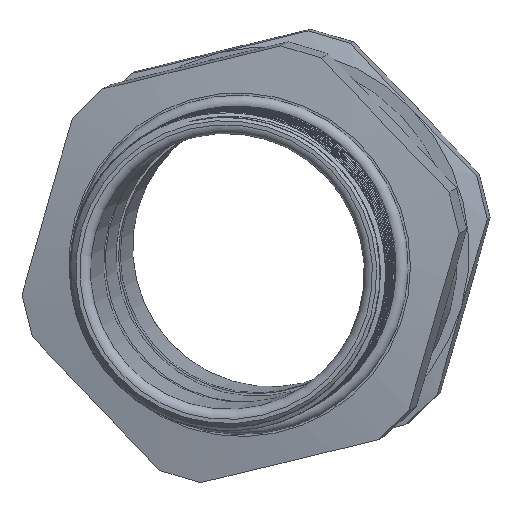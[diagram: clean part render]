
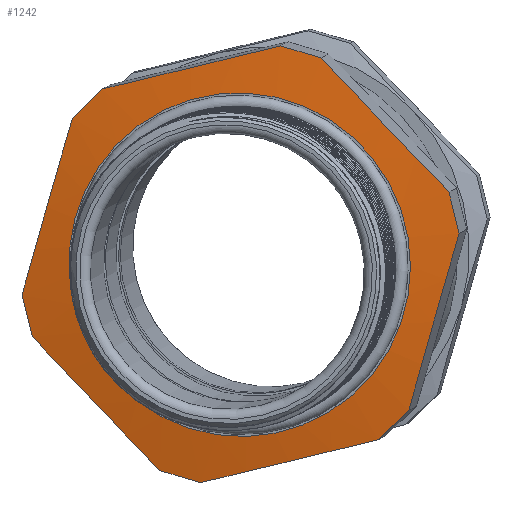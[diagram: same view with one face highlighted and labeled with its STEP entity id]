
A CAD part, left-side view. The second image highlights one B-rep face of the part: STEP entity #1242.
In plain terms, the highlighted conical face has half-angle 83.374 degrees and reference radius 31.647 mm.
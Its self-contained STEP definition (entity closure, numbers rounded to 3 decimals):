
#150=(
BOUNDED_CURVE()
B_SPLINE_CURVE(2,(#7211,#7212,#7213),.UNSPECIFIED.,.F.,.F.)
B_SPLINE_CURVE_WITH_KNOTS((3,3),(0.,2.963),.UNSPECIFIED.)
CURVE()
GEOMETRIC_REPRESENTATION_ITEM()
RATIONAL_B_SPLINE_CURVE((1.,1.099,1.))
REPRESENTATION_ITEM('')
);
#152=(
BOUNDED_CURVE()
B_SPLINE_CURVE(2,(#7221,#7222,#7223),.UNSPECIFIED.,.F.,.F.)
B_SPLINE_CURVE_WITH_KNOTS((3,3),(0.,0.685),.UNSPECIFIED.)
CURVE()
GEOMETRIC_REPRESENTATION_ITEM()
RATIONAL_B_SPLINE_CURVE((1.,1.005,1.))
REPRESENTATION_ITEM('')
);
#154=(
BOUNDED_CURVE()
B_SPLINE_CURVE(2,(#7231,#7232,#7233),.UNSPECIFIED.,.F.,.F.)
B_SPLINE_CURVE_WITH_KNOTS((3,3),(0.,2.963),.UNSPECIFIED.)
CURVE()
GEOMETRIC_REPRESENTATION_ITEM()
RATIONAL_B_SPLINE_CURVE((1.,1.099,1.))
REPRESENTATION_ITEM('')
);
#156=(
BOUNDED_CURVE()
B_SPLINE_CURVE(2,(#7241,#7242,#7243),.UNSPECIFIED.,.F.,.F.)
B_SPLINE_CURVE_WITH_KNOTS((3,3),(0.,0.685),.UNSPECIFIED.)
CURVE()
GEOMETRIC_REPRESENTATION_ITEM()
RATIONAL_B_SPLINE_CURVE((1.,1.005,1.))
REPRESENTATION_ITEM('')
);
#158=(
BOUNDED_CURVE()
B_SPLINE_CURVE(2,(#7251,#7252,#7253),.UNSPECIFIED.,.F.,.F.)
B_SPLINE_CURVE_WITH_KNOTS((3,3),(0.,2.963),.UNSPECIFIED.)
CURVE()
GEOMETRIC_REPRESENTATION_ITEM()
RATIONAL_B_SPLINE_CURVE((1.,1.099,1.))
REPRESENTATION_ITEM('')
);
#160=(
BOUNDED_CURVE()
B_SPLINE_CURVE(2,(#7261,#7262,#7263),.UNSPECIFIED.,.F.,.F.)
B_SPLINE_CURVE_WITH_KNOTS((3,3),(0.,0.685),.UNSPECIFIED.)
CURVE()
GEOMETRIC_REPRESENTATION_ITEM()
RATIONAL_B_SPLINE_CURVE((1.,1.005,1.))
REPRESENTATION_ITEM('')
);
#162=(
BOUNDED_CURVE()
B_SPLINE_CURVE(2,(#7271,#7272,#7273),.UNSPECIFIED.,.F.,.F.)
B_SPLINE_CURVE_WITH_KNOTS((3,3),(0.,2.963),.UNSPECIFIED.)
CURVE()
GEOMETRIC_REPRESENTATION_ITEM()
RATIONAL_B_SPLINE_CURVE((1.,1.099,1.))
REPRESENTATION_ITEM('')
);
#164=(
BOUNDED_CURVE()
B_SPLINE_CURVE(2,(#7284,#7285,#7286),.UNSPECIFIED.,.F.,.F.)
B_SPLINE_CURVE_WITH_KNOTS((3,3),(0.,2.963),.UNSPECIFIED.)
CURVE()
GEOMETRIC_REPRESENTATION_ITEM()
RATIONAL_B_SPLINE_CURVE((1.,1.099,1.))
REPRESENTATION_ITEM('')
);
#166=(
BOUNDED_CURVE()
B_SPLINE_CURVE(2,(#7297,#7298,#7299),.UNSPECIFIED.,.F.,.F.)
B_SPLINE_CURVE_WITH_KNOTS((3,3),(0.,2.963),.UNSPECIFIED.)
CURVE()
GEOMETRIC_REPRESENTATION_ITEM()
RATIONAL_B_SPLINE_CURVE((1.,1.099,1.))
REPRESENTATION_ITEM('')
);
#168=(
BOUNDED_CURVE()
B_SPLINE_CURVE(2,(#7305,#7306,#7307),.UNSPECIFIED.,.F.,.F.)
B_SPLINE_CURVE_WITH_KNOTS((3,3),(0.,0.685),.UNSPECIFIED.)
CURVE()
GEOMETRIC_REPRESENTATION_ITEM()
RATIONAL_B_SPLINE_CURVE((1.,1.005,1.))
REPRESENTATION_ITEM('')
);
#170=(
BOUNDED_CURVE()
B_SPLINE_CURVE(2,(#7312,#7313,#7314),.UNSPECIFIED.,.F.,.F.)
B_SPLINE_CURVE_WITH_KNOTS((3,3),(0.,0.685),.UNSPECIFIED.)
CURVE()
GEOMETRIC_REPRESENTATION_ITEM()
RATIONAL_B_SPLINE_CURVE((1.,1.005,1.))
REPRESENTATION_ITEM('')
);
#172=(
BOUNDED_CURVE()
B_SPLINE_CURVE(2,(#7319,#7320,#7321),.UNSPECIFIED.,.F.,.F.)
B_SPLINE_CURVE_WITH_KNOTS((3,3),(0.,0.685),.UNSPECIFIED.)
CURVE()
GEOMETRIC_REPRESENTATION_ITEM()
RATIONAL_B_SPLINE_CURVE((1.,1.005,1.))
REPRESENTATION_ITEM('')
);
#257=FACE_BOUND('',#448,.T.);
#338=FACE_OUTER_BOUND('',#447,.T.);
#447=EDGE_LOOP('',(#1101,#1102,#1103,#1104,#1105,#1106,#1107,#1108,#1109,
#1110,#1111,#1112));
#448=EDGE_LOOP('',(#1113));
#508=CIRCLE('',#1434,27.58);
#625=VERTEX_POINT('',#7208);
#626=VERTEX_POINT('',#7210);
#628=VERTEX_POINT('',#7220);
#630=VERTEX_POINT('',#7230);
#632=VERTEX_POINT('',#7240);
#634=VERTEX_POINT('',#7250);
#636=VERTEX_POINT('',#7260);
#638=VERTEX_POINT('',#7270);
#641=VERTEX_POINT('',#7281);
#642=VERTEX_POINT('',#7283);
#645=VERTEX_POINT('',#7294);
#646=VERTEX_POINT('',#7296);
#647=VERTEX_POINT('',#7323);
#776=EDGE_CURVE('',#626,#625,#150,.T.);
#779=EDGE_CURVE('',#628,#626,#152,.T.);
#782=EDGE_CURVE('',#630,#628,#154,.T.);
#785=EDGE_CURVE('',#632,#630,#156,.T.);
#788=EDGE_CURVE('',#634,#632,#158,.T.);
#791=EDGE_CURVE('',#636,#634,#160,.T.);
#794=EDGE_CURVE('',#638,#636,#162,.T.);
#798=EDGE_CURVE('',#642,#641,#164,.T.);
#802=EDGE_CURVE('',#646,#645,#166,.T.);
#805=EDGE_CURVE('',#645,#638,#168,.T.);
#807=EDGE_CURVE('',#641,#646,#170,.T.);
#809=EDGE_CURVE('',#625,#642,#172,.T.);
#810=EDGE_CURVE('',#647,#647,#508,.T.);
#1101=ORIENTED_EDGE('',*,*,#794,.T.);
#1102=ORIENTED_EDGE('',*,*,#791,.T.);
#1103=ORIENTED_EDGE('',*,*,#788,.T.);
#1104=ORIENTED_EDGE('',*,*,#785,.T.);
#1105=ORIENTED_EDGE('',*,*,#782,.T.);
#1106=ORIENTED_EDGE('',*,*,#779,.T.);
#1107=ORIENTED_EDGE('',*,*,#776,.T.);
#1108=ORIENTED_EDGE('',*,*,#809,.T.);
#1109=ORIENTED_EDGE('',*,*,#798,.T.);
#1110=ORIENTED_EDGE('',*,*,#807,.T.);
#1111=ORIENTED_EDGE('',*,*,#802,.T.);
#1112=ORIENTED_EDGE('',*,*,#805,.T.);
#1113=ORIENTED_EDGE('',*,*,#810,.T.);
#1163=CONICAL_SURFACE('',#1433,31.647,83.374);
#1242=ADVANCED_FACE('',(#338,#257),#1163,.T.);
#1433=AXIS2_PLACEMENT_3D('',#7322,#1724,#1725);
#1434=AXIS2_PLACEMENT_3D('',#7324,#1726,#1727);
#1724=DIRECTION('center_axis',(1.,0.,0.));
#1725=DIRECTION('ref_axis',(0.,-1.,0.));
#1726=DIRECTION('center_axis',(1.,0.,0.));
#1727=DIRECTION('ref_axis',(0.,-1.,0.));
#7208=CARTESIAN_POINT('',(-22.045,-20.741,29.075));
#7210=CARTESIAN_POINT('',(-22.045,-35.55,3.425));
#7211=CARTESIAN_POINT('Ctrl Pts',(-22.045,-35.55,3.425));
#7212=CARTESIAN_POINT('Ctrl Pts',(-22.758,-28.146,16.25));
#7213=CARTESIAN_POINT('Ctrl Pts',(-22.045,-20.741,29.075));
#7220=CARTESIAN_POINT('',(-22.045,-35.55,-3.425));
#7221=CARTESIAN_POINT('Ctrl Pts',(-22.045,-35.55,-3.425));
#7222=CARTESIAN_POINT('Ctrl Pts',(-22.083,-35.55,0.));
#7223=CARTESIAN_POINT('Ctrl Pts',(-22.045,-35.55,3.425));
#7230=CARTESIAN_POINT('',(-22.045,-20.741,-29.075));
#7231=CARTESIAN_POINT('Ctrl Pts',(-22.045,-20.741,-29.075));
#7232=CARTESIAN_POINT('Ctrl Pts',(-22.758,-28.146,-16.25));
#7233=CARTESIAN_POINT('Ctrl Pts',(-22.045,-35.55,-3.425));
#7240=CARTESIAN_POINT('',(-22.045,-14.809,-32.5));
#7241=CARTESIAN_POINT('Ctrl Pts',(-22.045,-14.809,-32.5));
#7242=CARTESIAN_POINT('Ctrl Pts',(-22.083,-17.775,-30.788));
#7243=CARTESIAN_POINT('Ctrl Pts',(-22.045,-20.741,-29.075));
#7250=CARTESIAN_POINT('',(-22.045,14.809,-32.5));
#7251=CARTESIAN_POINT('Ctrl Pts',(-22.045,14.809,-32.5));
#7252=CARTESIAN_POINT('Ctrl Pts',(-22.758,0.,
-32.5));
#7253=CARTESIAN_POINT('Ctrl Pts',(-22.045,-14.809,-32.5));
#7260=CARTESIAN_POINT('',(-22.045,20.741,-29.075));
#7261=CARTESIAN_POINT('Ctrl Pts',(-22.045,20.741,-29.075));
#7262=CARTESIAN_POINT('Ctrl Pts',(-22.083,17.775,-30.788));
#7263=CARTESIAN_POINT('Ctrl Pts',(-22.045,14.809,-32.5));
#7270=CARTESIAN_POINT('',(-22.045,35.55,-3.425));
#7271=CARTESIAN_POINT('Ctrl Pts',(-22.045,35.55,-3.425));
#7272=CARTESIAN_POINT('Ctrl Pts',(-22.758,28.146,-16.25));
#7273=CARTESIAN_POINT('Ctrl Pts',(-22.045,20.741,-29.075));
#7281=CARTESIAN_POINT('',(-22.045,14.809,32.5));
#7283=CARTESIAN_POINT('',(-22.045,-14.809,32.5));
#7284=CARTESIAN_POINT('Ctrl Pts',(-22.045,-14.809,32.5));
#7285=CARTESIAN_POINT('Ctrl Pts',(-22.758,0.,
32.5));
#7286=CARTESIAN_POINT('Ctrl Pts',(-22.045,14.809,32.5));
#7294=CARTESIAN_POINT('',(-22.045,35.55,3.425));
#7296=CARTESIAN_POINT('',(-22.045,20.741,29.075));
#7297=CARTESIAN_POINT('Ctrl Pts',(-22.045,20.741,29.075));
#7298=CARTESIAN_POINT('Ctrl Pts',(-22.758,28.146,16.25));
#7299=CARTESIAN_POINT('Ctrl Pts',(-22.045,35.55,3.425));
#7305=CARTESIAN_POINT('Ctrl Pts',(-22.045,35.55,3.425));
#7306=CARTESIAN_POINT('Ctrl Pts',(-22.083,35.55,0.));
#7307=CARTESIAN_POINT('Ctrl Pts',(-22.045,35.55,-3.425));
#7312=CARTESIAN_POINT('Ctrl Pts',(-22.045,14.809,32.5));
#7313=CARTESIAN_POINT('Ctrl Pts',(-22.083,17.775,30.788));
#7314=CARTESIAN_POINT('Ctrl Pts',(-22.045,20.741,29.075));
#7319=CARTESIAN_POINT('Ctrl Pts',(-22.045,-20.741,29.075));
#7320=CARTESIAN_POINT('Ctrl Pts',(-22.083,-17.775,30.788));
#7321=CARTESIAN_POINT('Ctrl Pts',(-22.045,-14.809,32.5));
#7322=CARTESIAN_POINT('Origin',(-22.518,0.,0.));
#7323=CARTESIAN_POINT('',(-22.99,27.58,0.));
#7324=CARTESIAN_POINT('Origin',(-22.99,0.,0.));
